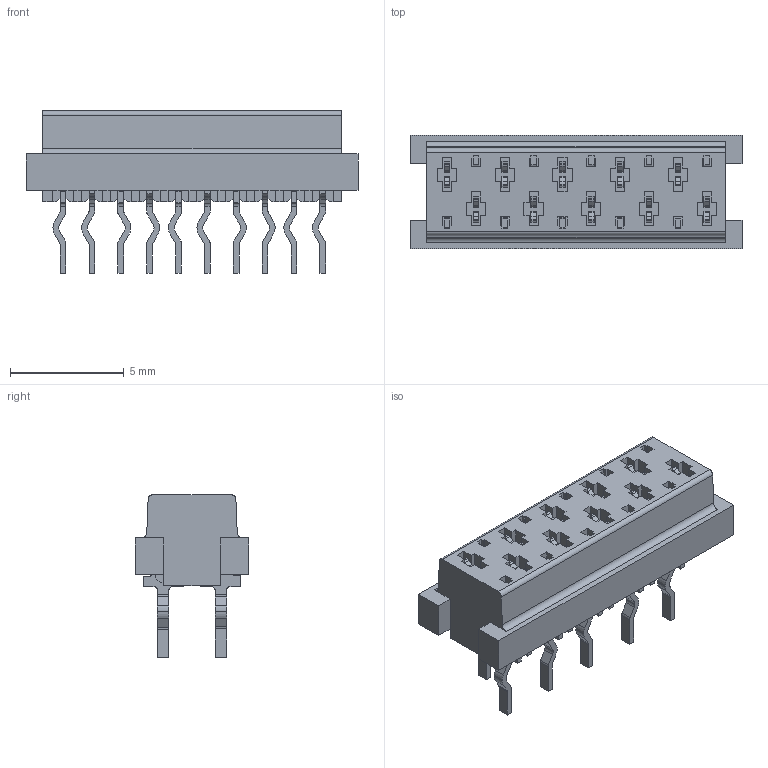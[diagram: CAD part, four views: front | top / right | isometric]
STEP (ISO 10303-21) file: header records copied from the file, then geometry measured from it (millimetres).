
FILE_DESCRIPTION(('STEP AP242'),'1');
FILE_NAME('8-215079-0.stp','2022-10-23T19:05:22',('TraceParts'),('TraceParts S.A.'),'Spatial InterOp 3D',' ',' ');
FILE_SCHEMA(('AP242_MANAGED_MODEL_BASED_3D_ENGINEERING_MIM_LF {1 0 10303 442 1 1 4}'));
Length unit declared in the file: millimetre
Products named in the file (1): 8-215079-0_1
Bounding box: 14.61 x 5 x 7.15 mm (x, y, z)
Volume: 215.9 mm3; surface area: 464.2 mm2
Topology: 3 solids, 3 shells, 951 faces, 2701 edges, 1792 vertices
Faces by surface type: plane 769, cylinder 182
Entity records: 30578 total; most frequent: CARTESIAN_POINT 5447, ORIENTED_EDGE 5402, DIRECTION 4973, EDGE_CURVE 2701, LINE 2337, VECTOR 2337, VERTEX_POINT 1792, AXIS2_PLACEMENT_3D 1318
